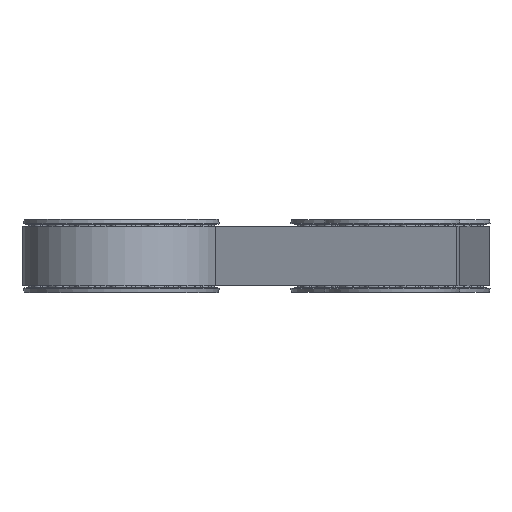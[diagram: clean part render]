
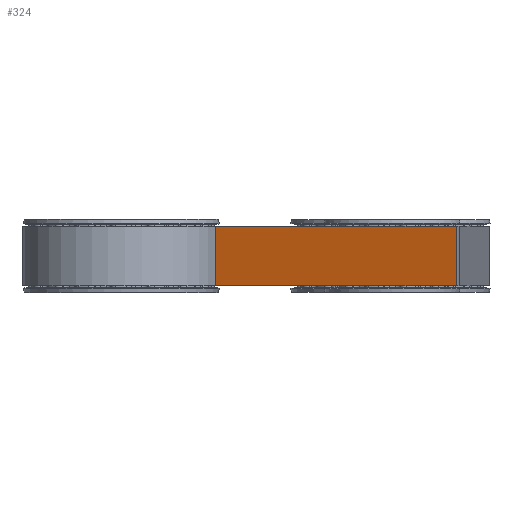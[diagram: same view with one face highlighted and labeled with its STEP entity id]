
A CAD part, front view. The second image highlights one B-rep face of the part: STEP entity #324.
In plain terms, the highlighted planar face has unit normal (0.943, -0.334, 0).
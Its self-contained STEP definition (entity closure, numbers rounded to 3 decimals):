
#236=CARTESIAN_POINT('',(29.853,-10.56,-9.525));
#237=VERTEX_POINT('',#236);
#245=CARTESIAN_POINT('',(29.853,-10.56,9.525));
#246=VERTEX_POINT('',#245);
#247=CARTESIAN_POINT('',(29.853,-10.56,-9.525));
#248=DIRECTION('',(0.,0.,1.));
#249=VECTOR('',#248,19.05);
#250=LINE('',#247,#249);
#251=EDGE_CURVE('',#237,#246,#250,.T.);
#294=CARTESIAN_POINT('',(68.139,97.675,0.));
#295=DIRECTION('',(0.,0.,-1.));
#296=DIRECTION('',(0.943,-0.333,0.));
#297=AXIS2_PLACEMENT_3D('',#294,#296,#295);
#298=PLANE('',#297);
#299=ORIENTED_EDGE('',*,*,#251,.F.);
#300=CARTESIAN_POINT('',(106.426,205.909,-9.525));
#301=VERTEX_POINT('',#300);
#302=CARTESIAN_POINT('',(29.853,-10.56,-9.525));
#303=DIRECTION('',(0.333,0.943,0.));
#304=VECTOR('',#303,229.614);
#305=LINE('',#302,#304);
#306=EDGE_CURVE('',#237,#301,#305,.T.);
#307=ORIENTED_EDGE('E24',*,*,#306,.T.);
#308=CARTESIAN_POINT('',(106.426,205.909,9.525));
#309=VERTEX_POINT('',#308);
#310=CARTESIAN_POINT('',(106.426,205.909,-9.525));
#311=DIRECTION('',(0.,0.,1.));
#312=VECTOR('',#311,19.05);
#313=LINE('',#310,#312);
#314=EDGE_CURVE('',#301,#309,#313,.T.);
#315=ORIENTED_EDGE('E25',*,*,#314,.T.);
#316=CARTESIAN_POINT('',(106.426,205.909,9.525));
#317=DIRECTION('',(-0.333,-0.943,0.));
#318=VECTOR('',#317,229.614);
#319=LINE('',#316,#318);
#320=EDGE_CURVE('',#309,#246,#319,.T.);
#321=ORIENTED_EDGE('E26',*,*,#320,.T.);
#322=EDGE_LOOP('',(#299,#307,#315,#321));
#323=FACE_OUTER_BOUND('',#322,.T.);
#324=ADVANCED_FACE('F8',(#323),#298,.T.);
